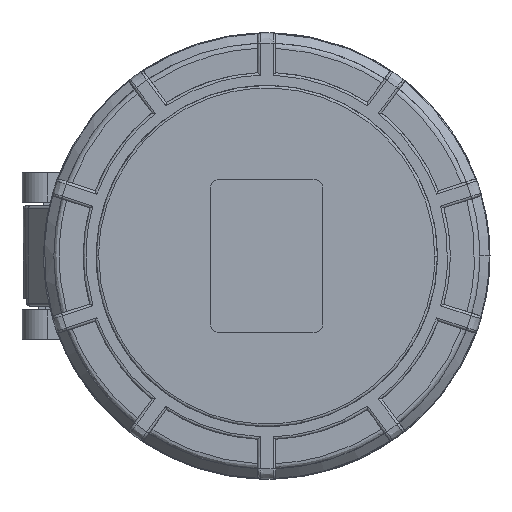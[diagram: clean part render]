
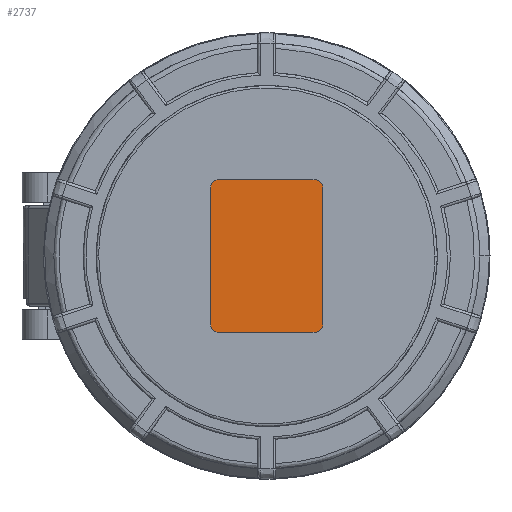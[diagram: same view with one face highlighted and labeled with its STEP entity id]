
A CAD part, left-side view. The second image highlights one B-rep face of the part: STEP entity #2737.
In plain terms, the highlighted planar face has unit normal (-1, 0, 0).
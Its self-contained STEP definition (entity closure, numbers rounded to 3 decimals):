
#388 = CARTESIAN_POINT ( 'NONE',  ( -10.846, 8.252, -14.904 ) ) ;
#1332 = VERTEX_POINT ( 'NONE', #24841 ) ;
#2449 = CARTESIAN_POINT ( 'NONE',  ( -10.846, -10.548, 14.896 ) ) ;
#2737 = ADVANCED_FACE ( 'NONE', ( #27651 ), #7554, .T. ) ;
#2779 = EDGE_LOOP ( 'NONE', ( #20480, #43795, #23820, #17167, #27010, #24070, #22947, #11967 ) ) ;
#2951 = VERTEX_POINT ( 'NONE', #35150 ) ;
#3505 = CARTESIAN_POINT ( 'NONE',  ( -10.846, -10.548, -13.404 ) ) ;
#4677 = DIRECTION ( 'NONE',  ( 0., 0., 1. ) ) ;
#5475 = DIRECTION ( 'NONE',  ( 0., 0., 1. ) ) ;
#6791 = EDGE_CURVE ( 'NONE', #2951, #6858, #44473, .T. ) ;
#6858 = VERTEX_POINT ( 'NONE', #25227 ) ;
#7285 = CARTESIAN_POINT ( 'NONE',  ( -10.846, -12.048, -13.404 ) ) ;
#7554 = PLANE ( 'NONE',  #21842 ) ;
#8368 = CIRCLE ( 'NONE', #39757, 1.5 ) ;
#9144 = EDGE_CURVE ( 'NONE', #37484, #33326, #8368, .T. ) ;
#10181 = DIRECTION ( 'NONE',  ( 0., 0., -1. ) ) ;
#11663 = CARTESIAN_POINT ( 'NONE',  ( -10.846, -10.548, -13.404 ) ) ;
#11967 = ORIENTED_EDGE ( 'NONE', *, *, #35294, .T. ) ;
#12695 = VECTOR ( 'NONE', #35170, 1000. ) ;
#13377 = DIRECTION ( 'NONE',  ( 0., 0., 1. ) ) ;
#13612 = VERTEX_POINT ( 'NONE', #39828 ) ;
#14358 = DIRECTION ( 'NONE',  ( 0., -1., 0. ) ) ;
#14729 = AXIS2_PLACEMENT_3D ( 'NONE', #36247, #32820, #4677 ) ;
#14977 = CARTESIAN_POINT ( 'NONE',  ( -10.846, -10.548, 14.896 ) ) ;
#15558 = DIRECTION ( 'NONE',  ( -1., 0., 0. ) ) ;
#16283 = CARTESIAN_POINT ( 'NONE',  ( -10.846, -12.048, 13.396 ) ) ;
#16774 = DIRECTION ( 'NONE',  ( -1., 0., 0. ) ) ;
#17029 = CARTESIAN_POINT ( 'NONE',  ( -10.846, 9.752, -13.404 ) ) ;
#17167 = ORIENTED_EDGE ( 'NONE', *, *, #36375, .T. ) ;
#20480 = ORIENTED_EDGE ( 'NONE', *, *, #33630, .T. ) ;
#21212 = LINE ( 'NONE', #7285, #12695 ) ;
#21842 = AXIS2_PLACEMENT_3D ( 'NONE', #11663, #22574, #25327 ) ;
#22574 = DIRECTION ( 'NONE',  ( -1., 0., 0. ) ) ;
#22947 = ORIENTED_EDGE ( 'NONE', *, *, #33831, .T. ) ;
#23820 = ORIENTED_EDGE ( 'NONE', *, *, #9144, .T. ) ;
#24070 = ORIENTED_EDGE ( 'NONE', *, *, #6791, .T. ) ;
#24231 = DIRECTION ( 'NONE',  ( -1., 0., 0. ) ) ;
#24574 = VERTEX_POINT ( 'NONE', #388 ) ;
#24841 = CARTESIAN_POINT ( 'NONE',  ( -10.846, -10.548, -14.904 ) ) ;
#25227 = CARTESIAN_POINT ( 'NONE',  ( -10.846, 9.752, -13.404 ) ) ;
#25327 = DIRECTION ( 'NONE',  ( 0., 0., 1. ) ) ;
#26729 = VECTOR ( 'NONE', #28909, 1000. ) ;
#27010 = ORIENTED_EDGE ( 'NONE', *, *, #42849, .T. ) ;
#27586 = CARTESIAN_POINT ( 'NONE',  ( -10.846, -12.048, -13.404 ) ) ;
#27651 = FACE_OUTER_BOUND ( 'NONE', #2779, .T. ) ;
#27692 = CARTESIAN_POINT ( 'NONE',  ( -10.846, 8.252, -13.404 ) ) ;
#27860 = AXIS2_PLACEMENT_3D ( 'NONE', #27692, #24231, #38221 ) ;
#28909 = DIRECTION ( 'NONE',  ( 0., 1., 0. ) ) ;
#30545 = EDGE_CURVE ( 'NONE', #39581, #37484, #21212, .T. ) ;
#31713 = VECTOR ( 'NONE', #10181, 1000. ) ;
#32820 = DIRECTION ( 'NONE',  ( -1., 0., 0. ) ) ;
#32970 = AXIS2_PLACEMENT_3D ( 'NONE', #3505, #16774, #13377 ) ;
#33098 = VECTOR ( 'NONE', #14358, 1000. ) ;
#33326 = VERTEX_POINT ( 'NONE', #2449 ) ;
#33630 = EDGE_CURVE ( 'NONE', #1332, #39581, #35159, .T. ) ;
#33831 = EDGE_CURVE ( 'NONE', #6858, #24574, #41726, .T. ) ;
#34927 = LINE ( 'NONE', #38348, #33098 ) ;
#35150 = CARTESIAN_POINT ( 'NONE',  ( -10.846, 9.752, 13.396 ) ) ;
#35159 = CIRCLE ( 'NONE', #32970, 1.5 ) ;
#35170 = DIRECTION ( 'NONE',  ( 0., 0., 1. ) ) ;
#35294 = EDGE_CURVE ( 'NONE', #24574, #1332, #34927, .T. ) ;
#35889 = CIRCLE ( 'NONE', #14729, 1.5 ) ;
#36247 = CARTESIAN_POINT ( 'NONE',  ( -10.846, 8.252, 13.396 ) ) ;
#36375 = EDGE_CURVE ( 'NONE', #33326, #13612, #36891, .T. ) ;
#36891 = LINE ( 'NONE', #14977, #26729 ) ;
#37484 = VERTEX_POINT ( 'NONE', #16283 ) ;
#38221 = DIRECTION ( 'NONE',  ( 0., 0., 1. ) ) ;
#38348 = CARTESIAN_POINT ( 'NONE',  ( -10.846, -10.548, -14.904 ) ) ;
#39581 = VERTEX_POINT ( 'NONE', #27586 ) ;
#39757 = AXIS2_PLACEMENT_3D ( 'NONE', #43410, #15558, #5475 ) ;
#39828 = CARTESIAN_POINT ( 'NONE',  ( -10.846, 8.252, 14.896 ) ) ;
#41726 = CIRCLE ( 'NONE', #27860, 1.5 ) ;
#42849 = EDGE_CURVE ( 'NONE', #13612, #2951, #35889, .T. ) ;
#43410 = CARTESIAN_POINT ( 'NONE',  ( -10.846, -10.548, 13.396 ) ) ;
#43795 = ORIENTED_EDGE ( 'NONE', *, *, #30545, .T. ) ;
#44473 = LINE ( 'NONE', #17029, #31713 ) ;
